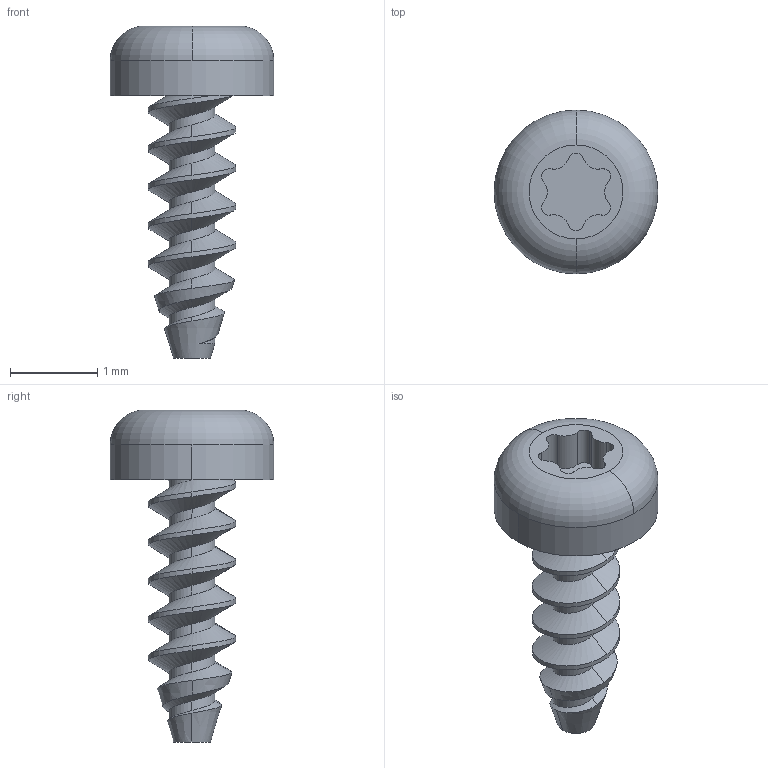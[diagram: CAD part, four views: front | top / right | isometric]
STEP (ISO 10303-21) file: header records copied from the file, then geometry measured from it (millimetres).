
FILE_DESCRIPTION (( 'STEP AP203' ), '1' );
FILE_NAME ('96817A704.step', '2013-02-13T17:16:50', ( 'Admin' ), ( 'Microsoft' ), 'SwSTEP 2.0', 'SolidWorks 2012', '' );
FILE_SCHEMA (( 'CONFIG_CONTROL_DESIGN' ));
Length unit declared in the file: millimetre
Products named in the file (1): 96817A704
Bounding box: 1.88 x 1.88 x 3.8 mm (x, y, z)
Volume: 3 mm3; surface area: 20.5 mm2
Topology: 1 solids, 1 shells, 67 faces, 190 edges, 127 vertices
Faces by surface type: cylinder 43, bspline 13, cone 5, plane 4, torus 2
Entity records: 3065 total; most frequent: CARTESIAN_POINT 1474, ORIENTED_EDGE 380, DIRECTION 269, EDGE_CURVE 190, VERTEX_POINT 127, AXIS2_PLACEMENT_3D 106, EDGE_LOOP 69, ADVANCED_FACE 67
